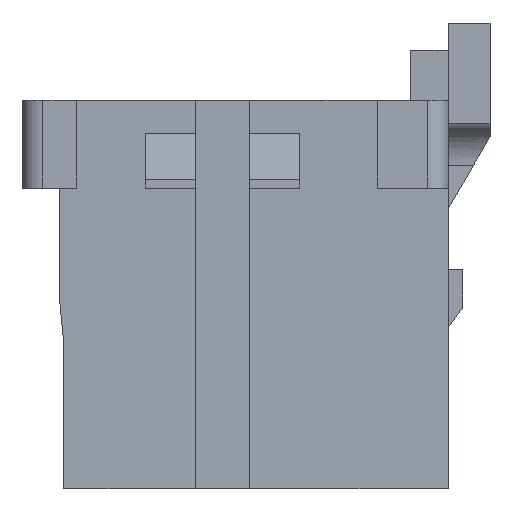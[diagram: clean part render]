
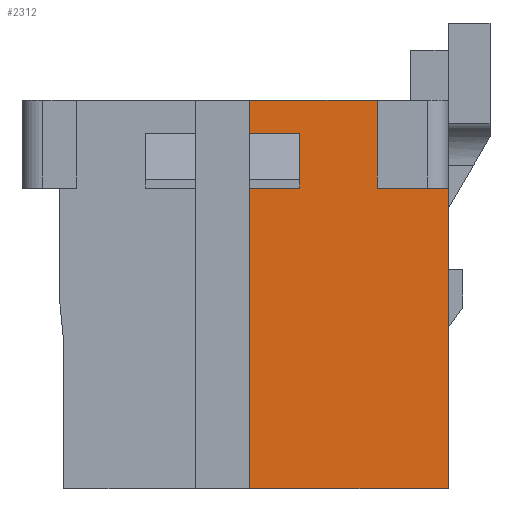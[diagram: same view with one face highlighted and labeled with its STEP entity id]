
A CAD part, left-side view. The second image highlights one B-rep face of the part: STEP entity #2312.
In plain terms, the highlighted planar face has unit normal (-1, 0, 0).
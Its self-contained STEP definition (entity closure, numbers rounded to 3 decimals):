
#2312 = ADVANCED_FACE( '', ( #5258 ), #5259, .F. );
#5258 = FACE_OUTER_BOUND( '', #8836, .T. );
#5259 = PLANE( '', #8837 );
#8836 = EDGE_LOOP( '', ( #15916, #15917, #15918, #15919, #15920, #15921, #15922, #15923, #15924, #15925 ) );
#8837 = AXIS2_PLACEMENT_3D( '', #15926, #15927, #15928 );
#15916 = ORIENTED_EDGE( '', *, *, #24452, .T. );
#15917 = ORIENTED_EDGE( '', *, *, #24338, .T. );
#15918 = ORIENTED_EDGE( '', *, *, #24453, .F. );
#15919 = ORIENTED_EDGE( '', *, *, #23294, .F. );
#15920 = ORIENTED_EDGE( '', *, *, #24410, .F. );
#15921 = ORIENTED_EDGE( '', *, *, #24454, .F. );
#15922 = ORIENTED_EDGE( '', *, *, #22645, .F. );
#15923 = ORIENTED_EDGE( '', *, *, #24455, .F. );
#15924 = ORIENTED_EDGE( '', *, *, #24456, .F. );
#15925 = ORIENTED_EDGE( '', *, *, #22632, .T. );
#15926 = CARTESIAN_POINT( '', ( -19.8, 0., 0. ) );
#15927 = DIRECTION( '', ( 1., 0., 0. ) );
#15928 = DIRECTION( '', ( 0., 0., -1. ) );
#22632 = EDGE_CURVE( '', #27715, #27719, #27721, .T. );
#22645 = EDGE_CURVE( '', #27736, #27737, #27738, .T. );
#23294 = EDGE_CURVE( '', #28793, #28795, #28796, .T. );
#24338 = EDGE_CURVE( '', #30350, #30351, #30352, .T. );
#24410 = EDGE_CURVE( '', #30451, #28793, #30453, .T. );
#24452 = EDGE_CURVE( '', #27719, #30350, #30505, .T. );
#24453 = EDGE_CURVE( '', #28795, #30351, #30506, .T. );
#24454 = EDGE_CURVE( '', #27737, #30451, #30507, .T. );
#24455 = EDGE_CURVE( '', #30508, #27736, #30509, .T. );
#24456 = EDGE_CURVE( '', #27715, #30508, #30510, .T. );
#27715 = VERTEX_POINT( '', #34856 );
#27719 = VERTEX_POINT( '', #34862 );
#27721 = LINE( '', #34865, #34866 );
#27736 = VERTEX_POINT( '', #34889 );
#27737 = VERTEX_POINT( '', #34890 );
#27738 = LINE( '', #34891, #34892 );
#28793 = VERTEX_POINT( '', #36471 );
#28795 = VERTEX_POINT( '', #36474 );
#28796 = LINE( '', #36475, #36476 );
#30350 = VERTEX_POINT( '', #38821 );
#30351 = VERTEX_POINT( '', #38822 );
#30352 = LINE( '', #38823, #38824 );
#30451 = VERTEX_POINT( '', #38975 );
#30453 = LINE( '', #38978, #38979 );
#30505 = LINE( '', #39059, #39060 );
#30506 = LINE( '', #39061, #39062 );
#30507 = LINE( '', #39063, #39064 );
#30508 = VERTEX_POINT( '', #39065 );
#30509 = LINE( '', #39066, #39067 );
#30510 = LINE( '', #39068, #39069 );
#34856 = CARTESIAN_POINT( '', ( -19.8, -0.35, 3.85 ) );
#34862 = CARTESIAN_POINT( '', ( -19.8, -1.55, 3.85 ) );
#34865 = CARTESIAN_POINT( '', ( -19.8, -0.35, 3.85 ) );
#34866 = VECTOR( '', #42586, 1000. );
#34889 = CARTESIAN_POINT( '', ( -19.8, -3.4, 4.65 ) );
#34890 = CARTESIAN_POINT( '', ( -19.8, -3.4, 2.55 ) );
#34891 = CARTESIAN_POINT( '', ( -19.8, -3.4, 4.65 ) );
#34892 = VECTOR( '', #42595, 1000. );
#36471 = CARTESIAN_POINT( '', ( -19.8, -5.1, -4.65 ) );
#36474 = CARTESIAN_POINT( '', ( -19.8, -0.35, -4.65 ) );
#36475 = CARTESIAN_POINT( '', ( -19.8, -5.1, -4.65 ) );
#36476 = VECTOR( '', #43157, 1000. );
#38821 = CARTESIAN_POINT( '', ( -19.8, -1.55, 2.55 ) );
#38822 = CARTESIAN_POINT( '', ( -19.8, -0.35, 2.55 ) );
#38823 = CARTESIAN_POINT( '', ( -19.8, -1.55, 2.55 ) );
#38824 = VECTOR( '', #43979, 1000. );
#38975 = CARTESIAN_POINT( '', ( -19.8, -5.1, 2.55 ) );
#38978 = CARTESIAN_POINT( '', ( -19.8, -5.1, 4.65 ) );
#38979 = VECTOR( '', #44036, 1000. );
#39059 = CARTESIAN_POINT( '', ( -19.8, -1.55, 3.85 ) );
#39060 = VECTOR( '', #44065, 1000. );
#39061 = CARTESIAN_POINT( '', ( -19.8, -0.35, -4.65 ) );
#39062 = VECTOR( '', #44066, 1000. );
#39063 = CARTESIAN_POINT( '', ( -19.8, -3.4, 2.55 ) );
#39064 = VECTOR( '', #44067, 1000. );
#39065 = CARTESIAN_POINT( '', ( -19.8, -0.35, 4.65 ) );
#39066 = CARTESIAN_POINT( '', ( -19.8, 5.1, 4.65 ) );
#39067 = VECTOR( '', #44068, 1000. );
#39068 = CARTESIAN_POINT( '', ( -19.8, -0.35, -4.65 ) );
#39069 = VECTOR( '', #44069, 1000. );
#42586 = DIRECTION( '', ( 0., -1., 0. ) );
#42595 = DIRECTION( '', ( 0., 0., -1. ) );
#43157 = DIRECTION( '', ( 0., 1., 0. ) );
#43979 = DIRECTION( '', ( 0., 1., 0. ) );
#44036 = DIRECTION( '', ( 0., 0., -1. ) );
#44065 = DIRECTION( '', ( 0., 0., -1. ) );
#44066 = DIRECTION( '', ( 0., 0., 1. ) );
#44067 = DIRECTION( '', ( 0., -1., 0. ) );
#44068 = DIRECTION( '', ( 0., -1., 0. ) );
#44069 = DIRECTION( '', ( 0., 0., 1. ) );
